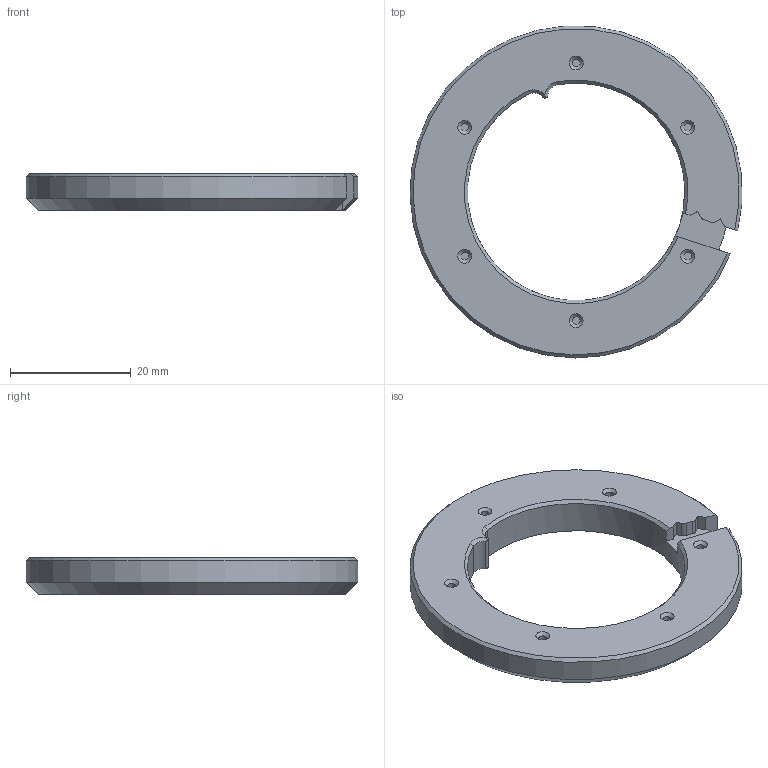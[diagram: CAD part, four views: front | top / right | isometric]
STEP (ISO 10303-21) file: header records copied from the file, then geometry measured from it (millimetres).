
FILE_DESCRIPTION(/* description */ (''),/* implementation_level */ '2;1');
FILE_NAME(/* name */ 'mountBodyBase_mount_DKL',/* time_stamp */ '2023-12-05T12:17:35-05:00',/* author */ ('George Moua'),/* organization */ ('Archive 663'),/* preprocessor_version */ 'ST-DEVELOPER v16.7',/* originating_system */ 'Solid Edge',/* authorisation */ 'Unknown');
FILE_SCHEMA (('AUTOMOTIVE_DESIGN {1 0 10303 214 3 1 1}'));
Length unit declared in the file: millimetre
Products named in the file (3): mountLensBase; mountLensBase_DKL_oa_0; mountBodyBase_mount_DKL
Assembly tree (2 placements, depth 3):
  mountLensBase
    mountLensBase_DKL_oa_0
      mountBodyBase_mount_DKL
Bounding box: 54.93 x 54.94 x 6 mm (x, y, z)
Volume: 7629.9 mm3; surface area: 4302.4 mm2
Topology: 1 solids, 1 shells, 43 faces, 103 edges, 67 vertices
Faces by surface type: plane 17, cylinder 14, cone 12
Full cylindrical faces by diameter (mm): 1.3 x6
Entity records: 1236 total; most frequent: CARTESIAN_POINT 223, DIRECTION 210, ORIENTED_EDGE 172, AXIS2_PLACEMENT_3D 87, EDGE_CURVE 86, VERTEX_POINT 62, EDGE_LOOP 62, FACE_BOUND 62
